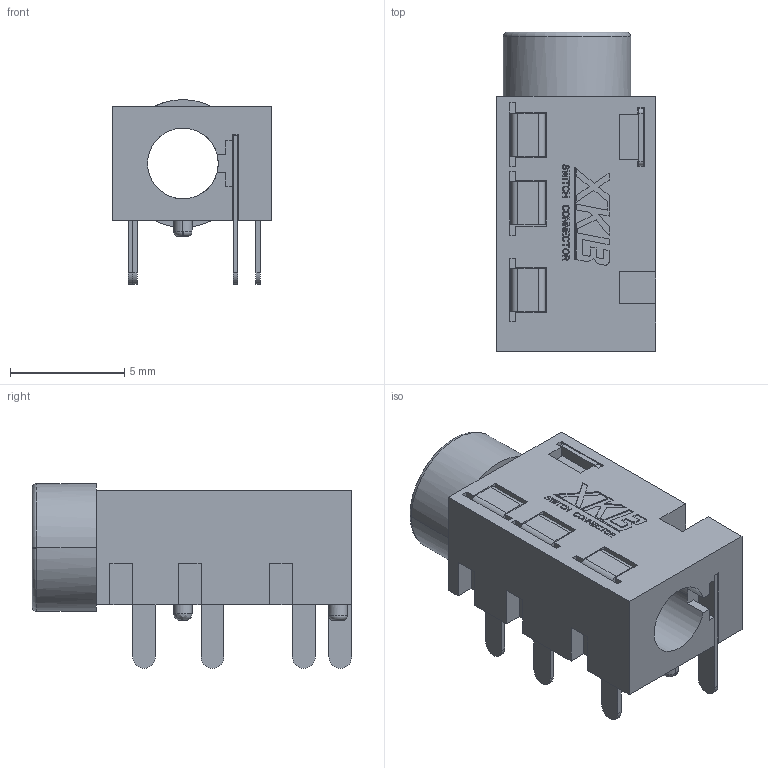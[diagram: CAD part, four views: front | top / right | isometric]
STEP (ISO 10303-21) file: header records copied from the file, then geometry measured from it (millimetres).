
FILE_DESCRIPTION(('FreeCAD Model'),'2;1');
FILE_NAME('pj-320e.step','2020-10-11T16:01:27',( 'kicad StepUp'),('ksu MCAD'),'Open CASCADE STEP processor 7.3', 'FreeCAD','Unknown');
FILE_SCHEMA(('AUTOMOTIVE_DESIGN { 1 0 10303 214 1 1 1 1 }'));
Length unit declared in the file: millimetre
Products named in the file (1): pj-320e
Bounding box: 7 x 14 x 8.1 mm (x, y, z)
Volume: 332.8 mm3; surface area: 615 mm2
Topology: 1 solids, 1 shells, 596 faces, 1677 edges, 1114 vertices
Faces by surface type: plane 548, cylinder 34, torus 8, cone 4, bspline 2
Entity records: 23144 total; most frequent: CARTESIAN_POINT 3442, ORIENTED_EDGE 3354, DIRECTION 2971, EDGE_CURVE 1677, LINE 1573, VECTOR 1573, VERTEX_POINT 1114, AXIS2_PLACEMENT_3D 699
